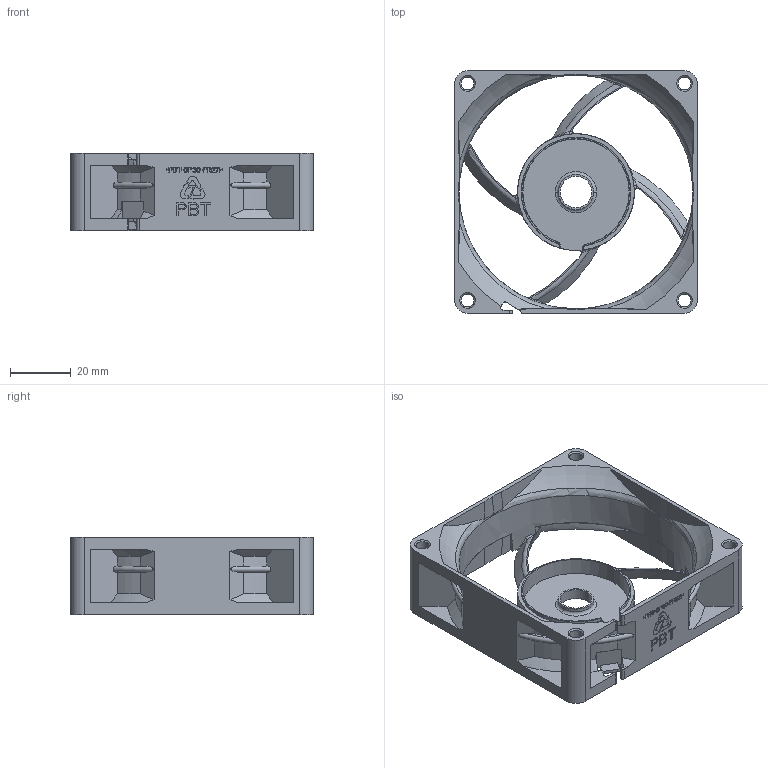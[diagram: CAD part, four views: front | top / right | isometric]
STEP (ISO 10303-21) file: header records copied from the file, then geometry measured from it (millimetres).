
FILE_DESCRIPTION (( 'STEP AP203' ), '1' );
FILE_NAME ('OD8025-XE m0 Frame only.stp', '2022-03-09T17:44:59', ( '' ), ( '' ), 'SwSTEP 2.0', 'SolidWorks 2018', '' );
FILE_SCHEMA (( 'CONFIG_CONTROL_DESIGN' ));
Length unit declared in the file: millimetre
Products named in the file (1): OD8025-XE m0 Frame only
Bounding box: 80 x 80 x 25.5 mm (x, y, z)
Volume: 27249.4 mm3; surface area: 25356.4 mm2
Topology: 1 solids, 1 shells, 801 faces, 2270 edges, 1496 vertices
Faces by surface type: plane 583, cone 79, cylinder 55, torus 46, bspline 38
Entity records: 31946 total; most frequent: CARTESIAN_POINT 11733, ORIENTED_EDGE 4524, DIRECTION 3659, EDGE_CURVE 2262, LINE 1621, VECTOR 1621, VERTEX_POINT 1496, AXIS2_PLACEMENT_3D 1019
